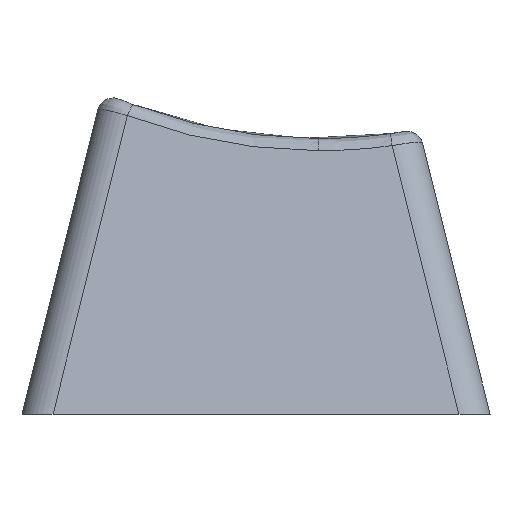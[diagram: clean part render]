
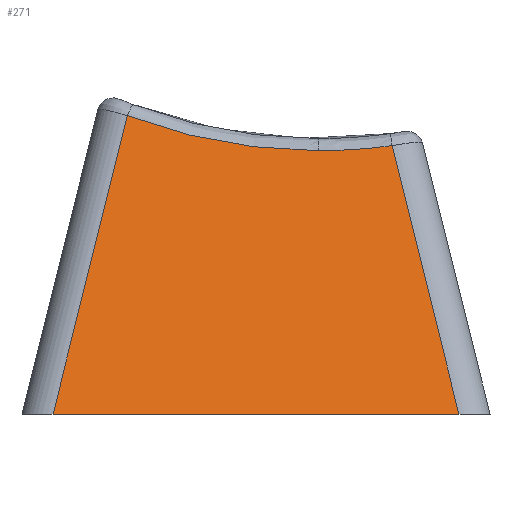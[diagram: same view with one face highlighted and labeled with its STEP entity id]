
A CAD part, left-side view. The second image highlights one B-rep face of the part: STEP entity #271.
In plain terms, the highlighted planar face has unit normal (-0.97, 0, 0.241).
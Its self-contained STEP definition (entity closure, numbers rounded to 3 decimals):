
#222=CARTESIAN_POINT('',(582.571,18.675,2.145));
#223=DIRECTION('',(-0.97,0.,0.242));
#224=DIRECTION('',(0.242,0.,0.97));
#225=AXIS2_PLACEMENT_3D('',#222,#223,#224);
#226=PLANE('',#225);
#227=CARTESIAN_POINT('',(584.651,13.351,10.498));
#228=VERTEX_POINT('',#227);
#229=CARTESIAN_POINT('',(584.601,16.235,10.3));
#230=VERTEX_POINT('',#229);
#231=CARTESIAN_POINT('',(589.84,16.235,31.348));
#232=DIRECTION('',(0.97,-0.,-0.242));
#233=DIRECTION('',(-0.242,-0.,-0.97));
#234=AXIS2_PLACEMENT_3D('',#231,#232,#233);
#235=ELLIPSE('',#234,21.691,21.049);
#236=EDGE_CURVE('',#228,#230,#235,.T.);
#237=ORIENTED_EDGE('',*,*,#236,.T.);
#238=CARTESIAN_POINT('',(584.942,23.707,11.67));
#239=VERTEX_POINT('',#238);
#240=CARTESIAN_POINT('',(589.84,16.235,31.348));
#241=DIRECTION('',(0.97,-0.,-0.242));
#242=DIRECTION('',(-0.242,-0.,-0.97));
#243=AXIS2_PLACEMENT_3D('',#240,#241,#242);
#244=ELLIPSE('',#243,21.691,21.049);
#245=EDGE_CURVE('',#230,#239,#244,.T.);
#246=ORIENTED_EDGE('',*,*,#245,.T.);
#247=CARTESIAN_POINT('',(582.037,26.612,0.));
#248=VERTEX_POINT('',#247);
#249=CARTESIAN_POINT('',(584.942,23.707,11.67));
#250=DIRECTION('',(-0.235,0.235,-0.943));
#251=VECTOR('',#250,12.372);
#252=LINE('',#249,#251);
#253=EDGE_CURVE('',#239,#248,#252,.T.);
#254=ORIENTED_EDGE('',*,*,#253,.T.);
#255=CARTESIAN_POINT('',(582.037,10.738,0.));
#256=VERTEX_POINT('',#255);
#257=CARTESIAN_POINT('',(582.037,26.612,0.));
#258=DIRECTION('',(-0.,-1.,-0.));
#259=VECTOR('',#258,15.874);
#260=LINE('',#257,#259);
#261=EDGE_CURVE('',#248,#256,#260,.T.);
#262=ORIENTED_EDGE('',*,*,#261,.T.);
#263=CARTESIAN_POINT('',(582.037,10.738,0.));
#264=DIRECTION('',(0.235,0.235,0.943));
#265=VECTOR('',#264,11.13);
#266=LINE('',#263,#265);
#267=EDGE_CURVE('',#256,#228,#266,.T.);
#268=ORIENTED_EDGE('',*,*,#267,.T.);
#269=EDGE_LOOP('',(#237,#246,#254,#262,#268));
#270=FACE_BOUND('',#269,.T.);
#271=ADVANCED_FACE('',(#270),#226,.T.);
